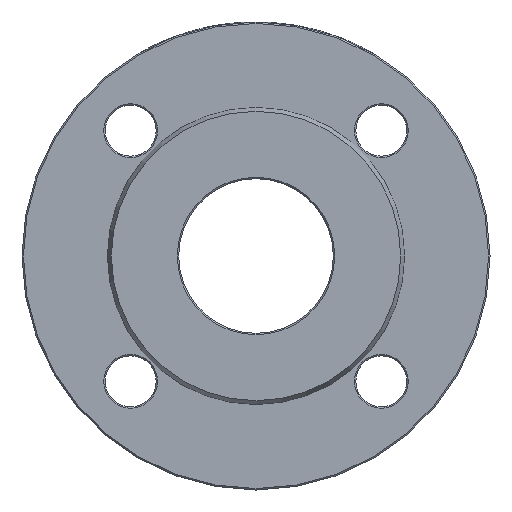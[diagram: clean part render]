
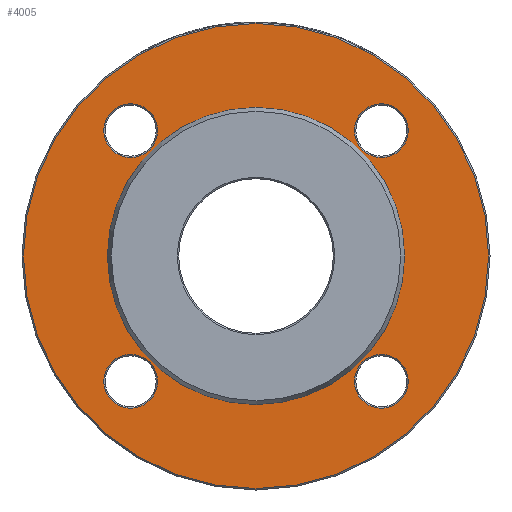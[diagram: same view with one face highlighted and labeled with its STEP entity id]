
A CAD part, left-side view. The second image highlights one B-rep face of the part: STEP entity #4005.
In plain terms, the highlighted planar face has unit normal (-1, 0, 0).
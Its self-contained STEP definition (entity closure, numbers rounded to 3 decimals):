
#170 = VERTEX_POINT ( 'NONE', #1839 ) ;
#177 = ORIENTED_EDGE ( 'NONE', *, *, #2234, .F. ) ;
#307 = DIRECTION ( 'NONE',  ( 0., 1., 0. ) ) ;
#326 = EDGE_LOOP ( 'NONE', ( #5546 ) ) ;
#515 = AXIS2_PLACEMENT_3D ( 'NONE', #6932, #2770, #6969 ) ;
#656 = ORIENTED_EDGE ( 'NONE', *, *, #6144, .T. ) ;
#776 = VERTEX_POINT ( 'NONE', #7072 ) ;
#1304 = CARTESIAN_POINT ( 'NONE',  ( 3., 53.694, 44.194 ) ) ;
#1327 = CARTESIAN_POINT ( 'NONE',  ( 3., 0., 0. ) ) ;
#1422 = DIRECTION ( 'NONE',  ( 0., 0., -1. ) ) ;
#1695 = EDGE_LOOP ( 'NONE', ( #2117 ) ) ;
#1839 = CARTESIAN_POINT ( 'NONE',  ( 3., 44.194, -53.694 ) ) ;
#1955 = VERTEX_POINT ( 'NONE', #2985 ) ;
#2104 = AXIS2_PLACEMENT_3D ( 'NONE', #3207, #5554, #307 ) ;
#2117 = ORIENTED_EDGE ( 'NONE', *, *, #4472, .T. ) ;
#2234 = EDGE_CURVE ( 'NONE', #1955, #1955, #4178, .T. ) ;
#2271 = AXIS2_PLACEMENT_3D ( 'NONE', #7260, #4836, #1422 ) ;
#2562 = FACE_BOUND ( 'NONE', #1695, .T. ) ;
#2639 = FACE_BOUND ( 'NONE', #326, .T. ) ;
#2641 = CARTESIAN_POINT ( 'NONE',  ( 3., 0., -82. ) ) ;
#2642 = EDGE_CURVE ( 'NONE', #5332, #5332, #5655, .T. ) ;
#2770 = DIRECTION ( 'NONE',  ( -1., 0., 0. ) ) ;
#2800 = DIRECTION ( 'NONE',  ( 1., 0., 0. ) ) ;
#2985 = CARTESIAN_POINT ( 'NONE',  ( 3., 0., 52.399 ) ) ;
#3011 = EDGE_LOOP ( 'NONE', ( #6675 ) ) ;
#3046 = DIRECTION ( 'NONE',  ( 0., 0., -1. ) ) ;
#3178 = FACE_BOUND ( 'NONE', #3011, .T. ) ;
#3207 = CARTESIAN_POINT ( 'NONE',  ( 3., 44.194, 44.194 ) ) ;
#3341 = CARTESIAN_POINT ( 'NONE',  ( 3., -44.194, 44.194 ) ) ;
#3375 = DIRECTION ( 'NONE',  ( 1., 0., 0. ) ) ;
#3415 = DIRECTION ( 'NONE',  ( 0., 0., 1. ) ) ;
#3550 = DIRECTION ( 'NONE',  ( 0., -1., 0. ) ) ;
#3919 = DIRECTION ( 'NONE',  ( 0., 0., -1. ) ) ;
#3933 = AXIS2_PLACEMENT_3D ( 'NONE', #1327, #5435, #3046 ) ;
#3985 = CIRCLE ( 'NONE', #6784, 9.5 ) ;
#4005 = ADVANCED_FACE ( 'NONE', ( #2562, #3178, #2639, #6618, #4333, #7185 ), #4951, .F. ) ;
#4178 = CIRCLE ( 'NONE', #515, 52.399 ) ;
#4301 = CIRCLE ( 'NONE', #6244, 9.5 ) ;
#4333 = FACE_OUTER_BOUND ( 'NONE', #6931, .T. ) ;
#4358 = CIRCLE ( 'NONE', #5216, 9.5 ) ;
#4472 = EDGE_CURVE ( 'NONE', #5901, #5901, #4358, .T. ) ;
#4649 = EDGE_CURVE ( 'NONE', #776, #776, #3985, .T. ) ;
#4836 = DIRECTION ( 'NONE',  ( 1., 0., 0. ) ) ;
#4839 = VERTEX_POINT ( 'NONE', #2641 ) ;
#4951 = PLANE ( 'NONE',  #2271 ) ;
#4982 = ORIENTED_EDGE ( 'NONE', *, *, #5720, .T. ) ;
#5216 = AXIS2_PLACEMENT_3D ( 'NONE', #6377, #6910, #3550 ) ;
#5332 = VERTEX_POINT ( 'NONE', #1304 ) ;
#5435 = DIRECTION ( 'NONE',  ( -1., 0., 0. ) ) ;
#5521 = EDGE_LOOP ( 'NONE', ( #4982 ) ) ;
#5546 = ORIENTED_EDGE ( 'NONE', *, *, #2642, .T. ) ;
#5554 = DIRECTION ( 'NONE',  ( 1., 0., 0. ) ) ;
#5655 = CIRCLE ( 'NONE', #2104, 9.5 ) ;
#5675 = EDGE_LOOP ( 'NONE', ( #177 ) ) ;
#5720 = EDGE_CURVE ( 'NONE', #170, #170, #4301, .T. ) ;
#5901 = VERTEX_POINT ( 'NONE', #7148 ) ;
#6144 = EDGE_CURVE ( 'NONE', #4839, #4839, #7216, .T. ) ;
#6244 = AXIS2_PLACEMENT_3D ( 'NONE', #7463, #2800, #3919 ) ;
#6377 = CARTESIAN_POINT ( 'NONE',  ( 3., -44.194, -44.194 ) ) ;
#6618 = FACE_BOUND ( 'NONE', #5521, .T. ) ;
#6675 = ORIENTED_EDGE ( 'NONE', *, *, #4649, .T. ) ;
#6784 = AXIS2_PLACEMENT_3D ( 'NONE', #3341, #3375, #3415 ) ;
#6910 = DIRECTION ( 'NONE',  ( 1., 0., 0. ) ) ;
#6931 = EDGE_LOOP ( 'NONE', ( #656 ) ) ;
#6932 = CARTESIAN_POINT ( 'NONE',  ( 3., 0., 0. ) ) ;
#6969 = DIRECTION ( 'NONE',  ( 0., 0., 1. ) ) ;
#7072 = CARTESIAN_POINT ( 'NONE',  ( 3., -44.194, 53.694 ) ) ;
#7148 = CARTESIAN_POINT ( 'NONE',  ( 3., -53.694, -44.194 ) ) ;
#7185 = FACE_BOUND ( 'NONE', #5675, .T. ) ;
#7216 = CIRCLE ( 'NONE', #3933, 82. ) ;
#7260 = CARTESIAN_POINT ( 'NONE',  ( 3., 52.399, 0. ) ) ;
#7463 = CARTESIAN_POINT ( 'NONE',  ( 3., 44.194, -44.194 ) ) ;
